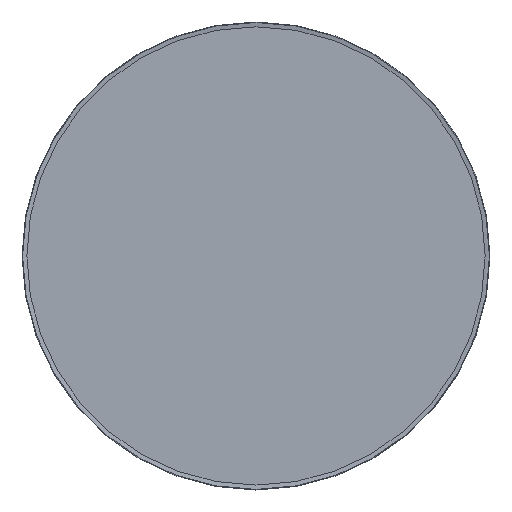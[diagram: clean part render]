
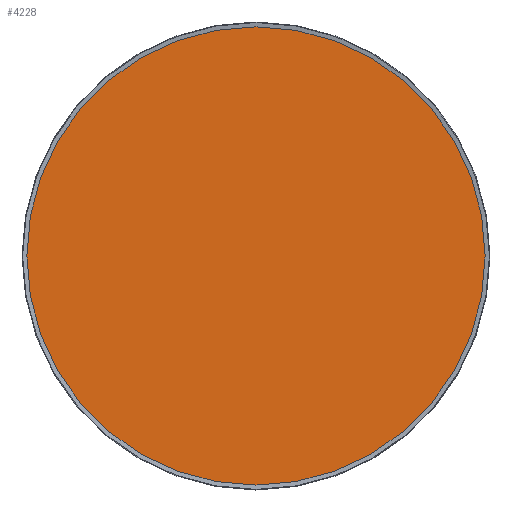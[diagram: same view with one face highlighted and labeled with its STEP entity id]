
A CAD part, top view. The second image highlights one B-rep face of the part: STEP entity #4228.
In plain terms, the highlighted planar face has unit normal (0, 0, 1).
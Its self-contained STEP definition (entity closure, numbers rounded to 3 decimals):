
#4200=CARTESIAN_POINT('',(0.,-96.335,11.27));
#4201=VERTEX_POINT('',#4200);
#4202=CARTESIAN_POINT('',(0.,0.,11.27));
#4203=DIRECTION('',(0.,-1.,0.));
#4204=DIRECTION('',(0.,0.,-1.));
#4205=AXIS2_PLACEMENT_3D('',#4202,#4204,#4203);
#4206=CIRCLE('',#4205,96.335);
#4207=EDGE_CURVE('',#4201,#4201,#4206,.T.);
#4220=CARTESIAN_POINT('',(0.,0.,11.27));
#4221=DIRECTION('',(1.,0.,0.));
#4222=DIRECTION('',(0.,0.,1.));
#4223=AXIS2_PLACEMENT_3D('',#4220,#4222,#4221);
#4224=PLANE('',#4223);
#4225=ORIENTED_EDGE('',*,*,#4207,.F.);
#4226=EDGE_LOOP('',(#4225));
#4227=FACE_OUTER_BOUND('',#4226,.T.);
#4228=ADVANCED_FACE('F53',(#4227),#4224,.T.);
